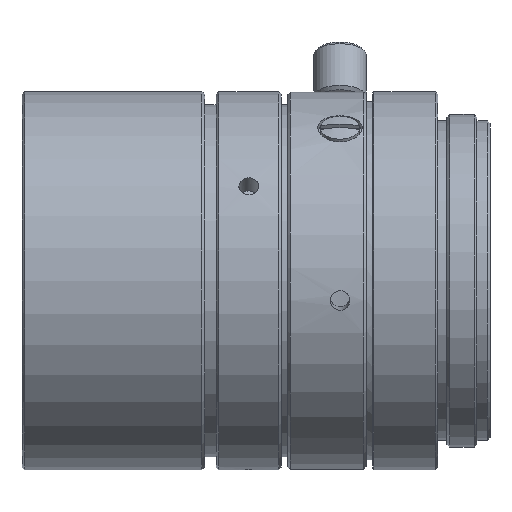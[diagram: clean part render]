
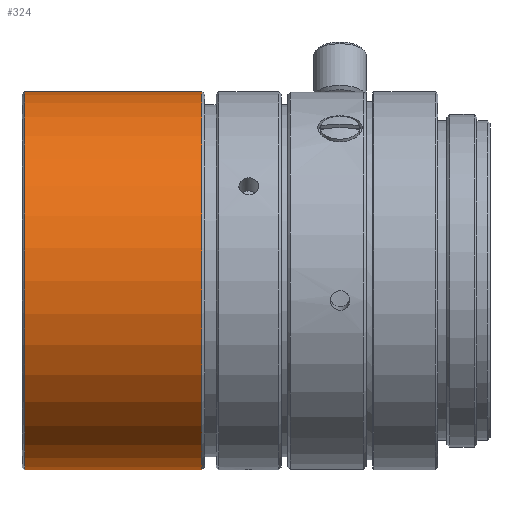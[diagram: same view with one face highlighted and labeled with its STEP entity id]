
A CAD part, front view. The second image highlights one B-rep face of the part: STEP entity #324.
In plain terms, the highlighted cylindrical face has radius 14.5 mm (diameter 29 mm), a full revolution.
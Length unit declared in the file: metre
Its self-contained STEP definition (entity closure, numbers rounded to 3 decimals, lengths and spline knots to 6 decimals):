
#324=ADVANCED_FACE('NONE',(#822,#823),#824,.T.);
#822=FACE_OUTER_BOUND('',#1556,.T.);
#823=FACE_OUTER_BOUND('',#1557,.T.);
#824=CYLINDRICAL_SURFACE('',#1558,0.0145);
#1556=EDGE_LOOP('',(#2380));
#1557=EDGE_LOOP('',(#2381));
#1558=AXIS2_PLACEMENT_3D('',#2382,#2383,#2384);
#2380=ORIENTED_EDGE('',*,*,#3536,.T.);
#2381=ORIENTED_EDGE('',*,*,#3533,.F.);
#2382=CARTESIAN_POINT('',(0.16762,-0.0515,0.0));
#2383=DIRECTION('',(1.0,0.0,-0.0));
#2384=DIRECTION('',(0.0,1.0,0.0));
#3533=EDGE_CURVE('NONE',#4070,#4070,#4071,.T.);
#3536=EDGE_CURVE('NONE',#4075,#4075,#4076,.T.);
#4070=VERTEX_POINT('',#5060);
#4071=CIRCLE('',#5061,0.0145);
#4075=VERTEX_POINT('',#5065);
#4076=CIRCLE('',#5066,0.0145);
#5060=CARTESIAN_POINT('',(0.16082,-0.037,0.0));
#5061=AXIS2_PLACEMENT_3D('',#5826,#5827,#5828);
#5065=CARTESIAN_POINT('',(0.17442,-0.037,0.0));
#5066=AXIS2_PLACEMENT_3D('',#5832,#5833,#5834);
#5826=CARTESIAN_POINT('',(0.16082,-0.0515,0.0));
#5827=DIRECTION('',(-1.0,0.0,0.0));
#5828=DIRECTION('',(0.0,1.0,0.0));
#5832=CARTESIAN_POINT('',(0.17442,-0.0515,0.0));
#5833=DIRECTION('',(-1.0,0.0,0.0));
#5834=DIRECTION('',(0.0,1.0,0.0));
